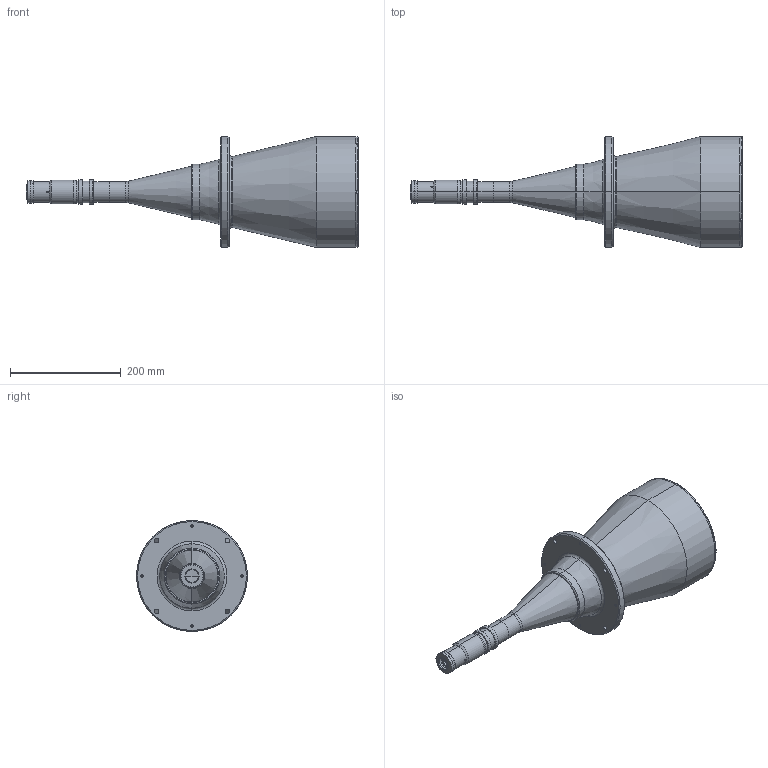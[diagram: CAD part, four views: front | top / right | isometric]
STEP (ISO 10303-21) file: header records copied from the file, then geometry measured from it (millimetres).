
FILE_DESCRIPTION (( 'STEP AP214' ), '1' );
FILE_NAME ('4M130_C.STEP', '2013-04-30T10:43:14', ( 'Work' ), ( '' ), 'SwSTEP 2.0', 'SolidWorks 2013', '' );
FILE_SCHEMA (( 'AUTOMOTIVE_DESIGN' ));
Length unit declared in the file: millimetre
Products named in the file (1): 4M130_C
Bounding box: 598.4 x 200 x 200 mm (x, y, z)
Surface area: 304109.3 mm2 (no closed solid volume)
Topology: 0 solids, 13 shells, 175 faces, 465 edges, 309 vertices
Faces by surface type: cylinder 92, plane 36, cone 30, torus 15, sphere 2
Entity records: 7934 total; most frequent: CARTESIAN_POINT 1378, DIRECTION 1066, ORIENTED_EDGE 848, EDGE_CURVE 465, AXIS2_PLACEMENT_3D 451, VERTEX_POINT 309, CIRCLE 275, EDGE_LOOP 237
